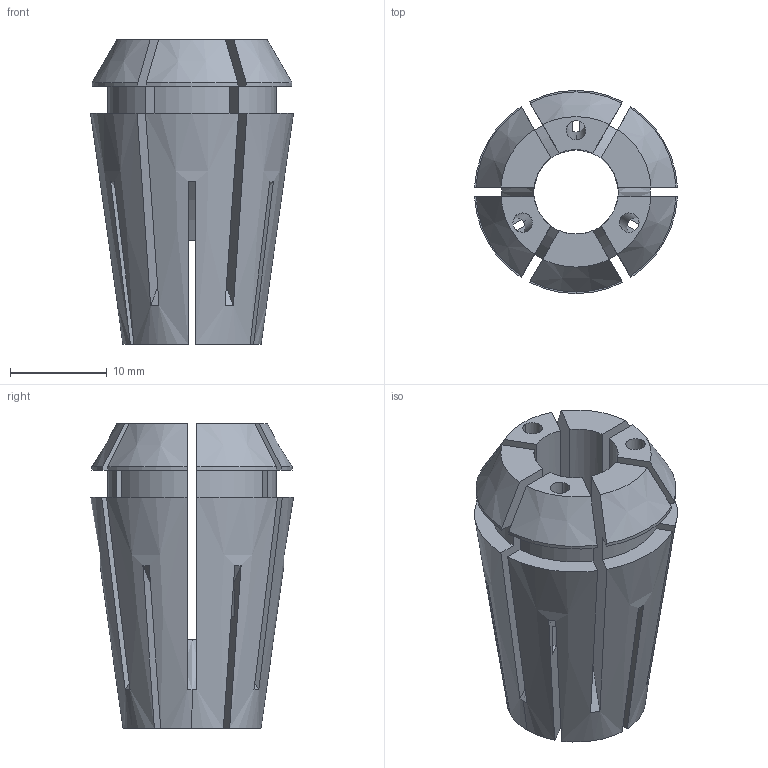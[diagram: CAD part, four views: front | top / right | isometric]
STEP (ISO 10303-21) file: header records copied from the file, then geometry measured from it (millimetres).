
FILE_DESCRIPTION (( 'STEP AP203' ), '1' );
FILE_NAME ('STP-5250-112-A22-008-0(04421-0.344).STEP', '2022-08-03T02:36:34', ( '' ), ( '' ), 'SwSTEP 2.0', 'SolidWorks 2017', '' );
FILE_SCHEMA (( 'CONFIG_CONTROL_DESIGN' ));
Length unit declared in the file: millimetre
Products named in the file (1): STP-5250-112-A22-008-0(04421-0.344)
Bounding box: 20.98 x 21 x 31.5 mm (x, y, z)
Volume: 4836.9 mm3; surface area: 5080 mm2
Topology: 1 solids, 1 shells, 103 faces, 318 edges, 212 vertices
Faces by surface type: plane 54, cylinder 41, cone 8
Entity records: 3864 total; most frequent: CARTESIAN_POINT 997, ORIENTED_EDGE 636, DIRECTION 550, EDGE_CURVE 318, VERTEX_POINT 212, AXIS2_PLACEMENT_3D 210, LINE 130, VECTOR 130
